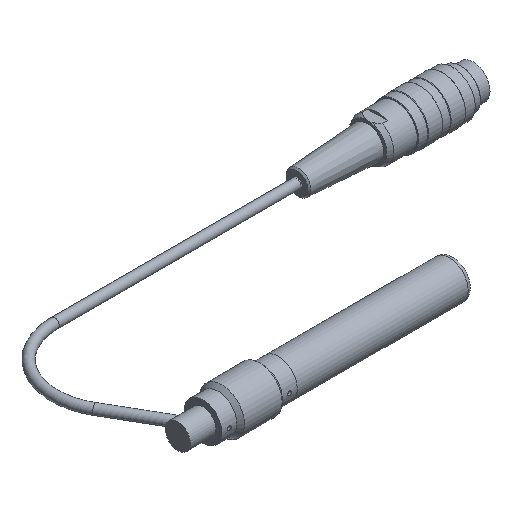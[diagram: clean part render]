
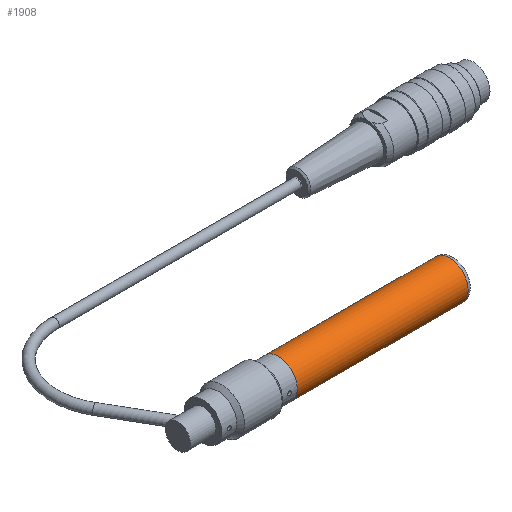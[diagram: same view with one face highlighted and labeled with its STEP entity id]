
A CAD part, isometric view. The second image highlights one B-rep face of the part: STEP entity #1908.
In plain terms, the highlighted cylindrical face has radius 7.5 mm (diameter 15 mm), a full revolution.
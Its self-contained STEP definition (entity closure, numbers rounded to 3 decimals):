
#313=CYLINDRICAL_SURFACE('',#2067,7.5);
#355=FACE_BOUND('',#570,.T.);
#435=FACE_OUTER_BOUND('',#569,.T.);
#569=EDGE_LOOP('',(#1304));
#570=EDGE_LOOP('',(#1305));
#780=CIRCLE('',#2065,7.5);
#782=CIRCLE('',#2068,7.5);
#895=VERTEX_POINT('',#2892);
#897=VERTEX_POINT('',#2897);
#1071=EDGE_CURVE('',#895,#895,#780,.T.);
#1073=EDGE_CURVE('',#897,#897,#782,.T.);
#1304=ORIENTED_EDGE('',*,*,#1073,.T.);
#1305=ORIENTED_EDGE('',*,*,#1071,.F.);
#1908=ADVANCED_FACE('',(#435,#355),#313,.T.);
#2065=AXIS2_PLACEMENT_3D('',#2893,#2312,#2313);
#2067=AXIS2_PLACEMENT_3D('',#2896,#2316,#2317);
#2068=AXIS2_PLACEMENT_3D('',#2898,#2318,#2319);
#2312=DIRECTION('center_axis',(1.,0.,0.));
#2313=DIRECTION('ref_axis',(0.,-1.,0.));
#2316=DIRECTION('center_axis',(1.,0.,0.));
#2317=DIRECTION('ref_axis',(0.,1.,0.));
#2318=DIRECTION('center_axis',(1.,0.,0.));
#2319=DIRECTION('ref_axis',(0.,0.,-1.));
#2892=CARTESIAN_POINT('',(98.,7.5,0.));
#2893=CARTESIAN_POINT('Origin',(98.,0.,0.));
#2896=CARTESIAN_POINT('Origin',(65.,0.,0.));
#2897=CARTESIAN_POINT('',(30.,7.5,0.));
#2898=CARTESIAN_POINT('Origin',(30.,0.,0.));
